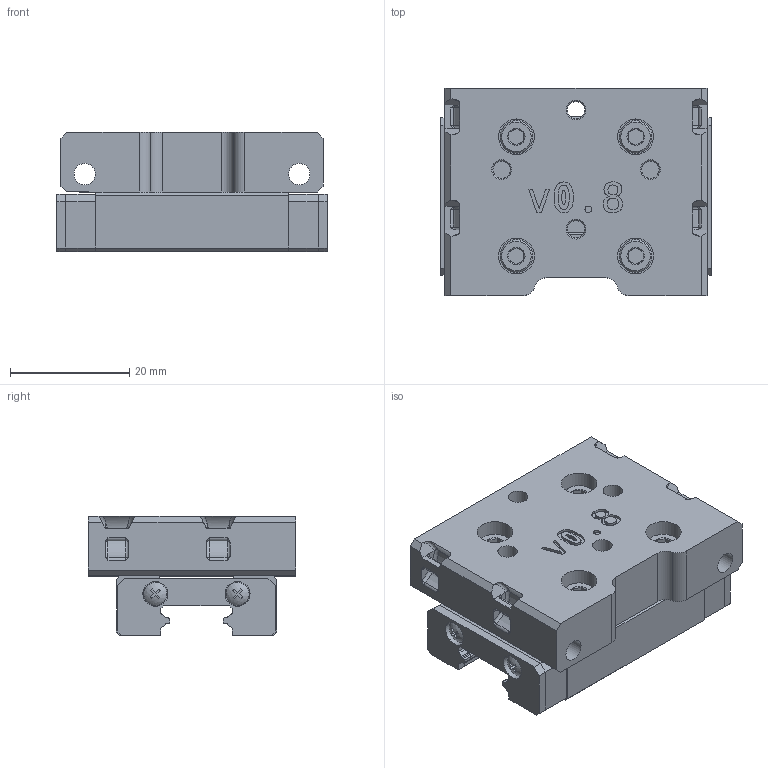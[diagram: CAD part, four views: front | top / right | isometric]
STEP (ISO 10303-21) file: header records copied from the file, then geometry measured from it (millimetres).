
FILE_DESCRIPTION(/* description */ (''),/* implementation_level */ '2;1');
FILE_NAME(/* name */ 'top_no_endstop.step',/* time_stamp */ '2024-02-26T08:01:15-06:00',/* author */ (''),/* organization */ (''),/* preprocessor_version */ 'ST-DEVELOPER v20',/* originating_system */ 'Autodesk Translation Framework v12.20.1.177',/* authorisation */ '');
FILE_SCHEMA (('AUTOMOTIVE_DESIGN { 1 0 10303 214 3 1 1 }'));
Length unit declared in the file: millimetre
Products named in the file (11): top_no_endstop; top_no_endstop_1; Hardware; Right Common; PN596; Screw, M3 x 8mm, SHCS; Screw, M3 x 8mm, SHCS_1; Screw, M3 x 8mm, SHCS_2; Screw, M3 x 8mm, SHCS_3; 91292A112_18-8 Stainless Steel Socket Head Screw; PN632
Assembly tree (16 placements, depth 5):
  top_no_endstop
    top_no_endstop_1
    Hardware
      Right Common
        PN596  x4
        Screw, M3 x 8mm, SHCS
          91292A112_18-8 Stainless Steel Socket Head Screw
        Screw, M3 x 8mm, SHCS_1
          91292A112_18-8 Stainless Steel Socket Head Screw
        Screw, M3 x 8mm, SHCS_2
          91292A112_18-8 Stainless Steel Socket Head Screw
        Screw, M3 x 8mm, SHCS_3
          91292A112_18-8 Stainless Steel Socket Head Screw
        PN632
Bounding box: 45.58 x 34.8 x 20 mm (x, y, z)
Volume: 22362.9 mm3; surface area: 13773.9 mm2
Topology: 18 solids, 18 shells, 1109 faces, 2999 edges, 1966 vertices
Faces by surface type: bspline 426, plane 304, cylinder 271, cone 64, torus 40, sphere 4
Full cylindrical faces by diameter (mm): 2.5 x4, 2.9 x4, 3 x8, 3.3 x8, 3.6 x2, 4.2 x8, 4.25 x4, 4.6 x4, 4.7 x4, 5.5 x4, 6 x4
Entity records: 27359 total; most frequent: CARTESIAN_POINT 8891, ORIENTED_EDGE 4004, DIRECTION 3332, EDGE_CURVE 2002, VERTEX_POINT 1306, AXIS2_PLACEMENT_3D 1203, LINE 926, VECTOR 926
